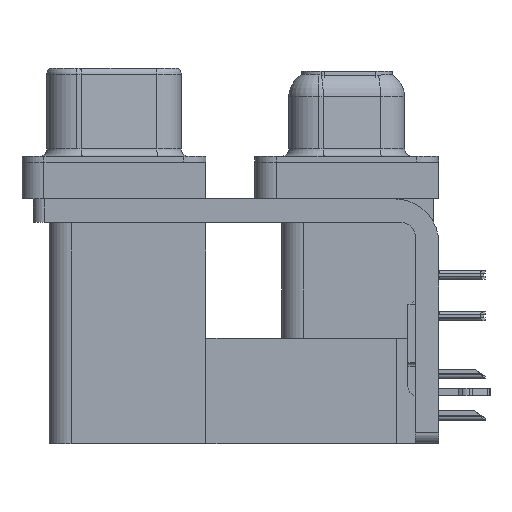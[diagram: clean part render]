
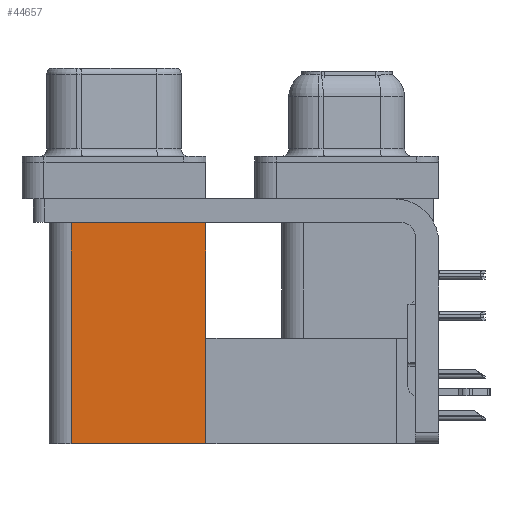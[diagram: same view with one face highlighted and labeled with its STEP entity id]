
A CAD part, left-side view. The second image highlights one B-rep face of the part: STEP entity #44657.
In plain terms, the highlighted planar face has unit normal (-1, 0, 0).
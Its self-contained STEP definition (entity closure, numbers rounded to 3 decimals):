
#65 = LINE ( 'NONE', #33602, #397 ) ;
#397 = VECTOR ( 'NONE', #15307, 1000. ) ;
#1901 = CARTESIAN_POINT ( 'NONE',  ( 3.7, 9.6, -19.2 ) ) ;
#5076 = ORIENTED_EDGE ( 'NONE', *, *, #13165, .F. ) ;
#5902 = VERTEX_POINT ( 'NONE', #35759 ) ;
#6308 = DIRECTION ( 'NONE',  ( 0., 0., -1. ) ) ;
#9448 = EDGE_LOOP ( 'NONE', ( #17589, #5076, #35831, #54047 ) ) ;
#13165 = EDGE_CURVE ( 'NONE', #41183, #22931, #40261, .T. ) ;
#14430 = CARTESIAN_POINT ( 'NONE',  ( 3.7, 18.8, -19.2 ) ) ;
#14588 = AXIS2_PLACEMENT_3D ( 'NONE', #1901, #26692, #6308 ) ;
#14636 = LINE ( 'NONE', #36068, #45806 ) ;
#15307 = DIRECTION ( 'NONE',  ( 0., 0., 1. ) ) ;
#17589 = ORIENTED_EDGE ( 'NONE', *, *, #50581, .T. ) ;
#18768 = VECTOR ( 'NONE', #35263, 1000. ) ;
#21831 = LINE ( 'NONE', #46832, #18768 ) ;
#22931 = VERTEX_POINT ( 'NONE', #48672 ) ;
#26692 = DIRECTION ( 'NONE',  ( 1., 0., 0. ) ) ;
#32218 = CARTESIAN_POINT ( 'NONE',  ( 3.7, 18.8, -19.2 ) ) ;
#33602 = CARTESIAN_POINT ( 'NONE',  ( 3.7, 9.6, -19.2 ) ) ;
#33889 = VERTEX_POINT ( 'NONE', #36796 ) ;
#35263 = DIRECTION ( 'NONE',  ( 0., 1., 0. ) ) ;
#35593 = DIRECTION ( 'NONE',  ( 0., 0., 1. ) ) ;
#35759 = CARTESIAN_POINT ( 'NONE',  ( 3.7, 9.6, -2.5 ) ) ;
#35831 = ORIENTED_EDGE ( 'NONE', *, *, #52939, .F. ) ;
#36068 = CARTESIAN_POINT ( 'NONE',  ( 3.7, 9.6, -2.5 ) ) ;
#36796 = CARTESIAN_POINT ( 'NONE',  ( 3.7, 9.6, -19.2 ) ) ;
#39040 = FACE_OUTER_BOUND ( 'NONE', #9448, .T. ) ;
#40261 = LINE ( 'NONE', #14430, #48134 ) ;
#41183 = VERTEX_POINT ( 'NONE', #32218 ) ;
#42906 = PLANE ( 'NONE',  #14588 ) ;
#42928 = EDGE_CURVE ( 'NONE', #33889, #5902, #65, .T. ) ;
#44657 = ADVANCED_FACE ( 'NONE', ( #39040 ), #42906, .F. ) ;
#45806 = VECTOR ( 'NONE', #48187, 1000. ) ;
#46832 = CARTESIAN_POINT ( 'NONE',  ( 3.7, 9.6, -19.2 ) ) ;
#48134 = VECTOR ( 'NONE', #35593, 1000. ) ;
#48187 = DIRECTION ( 'NONE',  ( 0., 1., 0. ) ) ;
#48672 = CARTESIAN_POINT ( 'NONE',  ( 3.7, 18.8, -2.5 ) ) ;
#50581 = EDGE_CURVE ( 'NONE', #5902, #22931, #14636, .T. ) ;
#52939 = EDGE_CURVE ( 'NONE', #33889, #41183, #21831, .T. ) ;
#54047 = ORIENTED_EDGE ( 'NONE', *, *, #42928, .T. ) ;
